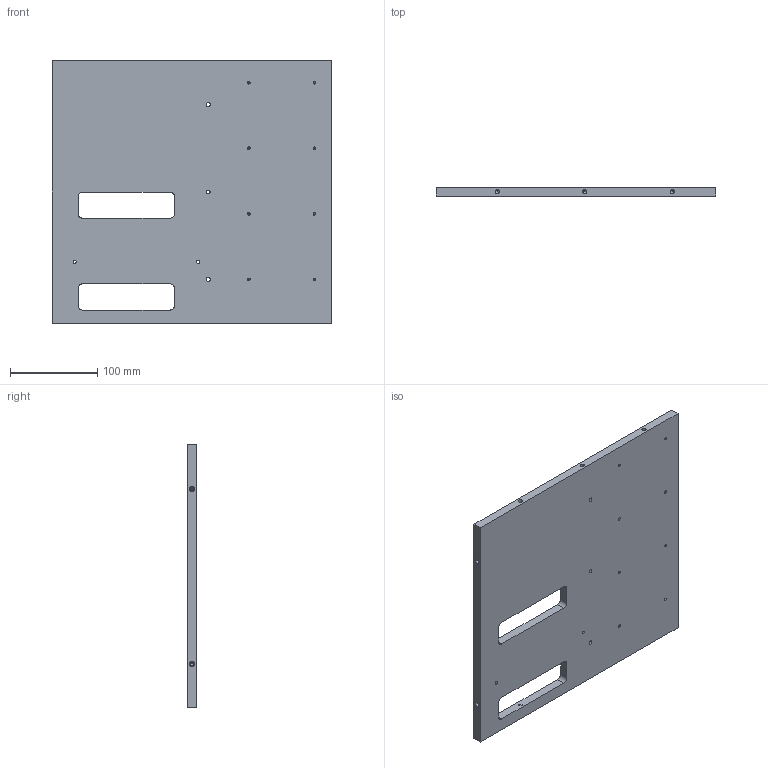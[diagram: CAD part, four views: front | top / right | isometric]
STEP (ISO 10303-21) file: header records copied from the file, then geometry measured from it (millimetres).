
FILE_DESCRIPTION (( 'STEP AP203' ), '1' );
FILE_NAME ('13-018272.step', '2022-03-07T11:57:20', ( '' ), ( '' ), 'SwSTEP 2.0', 'SolidWorks 2021', '' );
FILE_SCHEMA (( 'CONFIG_CONTROL_DESIGN' ));
Length unit declared in the file: millimetre
Products named in the file (1): 13-018272
Bounding box: 320 x 10 x 300 mm (x, y, z)
Volume: 890535.1 mm3; surface area: 199826.7 mm2
Topology: 1 solids, 1 shells, 175 faces, 412 edges, 243 vertices
Faces by surface type: cylinder 96, cone 44, plane 35
Entity records: 4927 total; most frequent: DIRECTION 932, CARTESIAN_POINT 797, ORIENTED_EDGE 756, AXIS2_PLACEMENT_3D 378, EDGE_CURVE 378, VERTEX_POINT 243, EDGE_LOOP 229, CIRCLE 202
